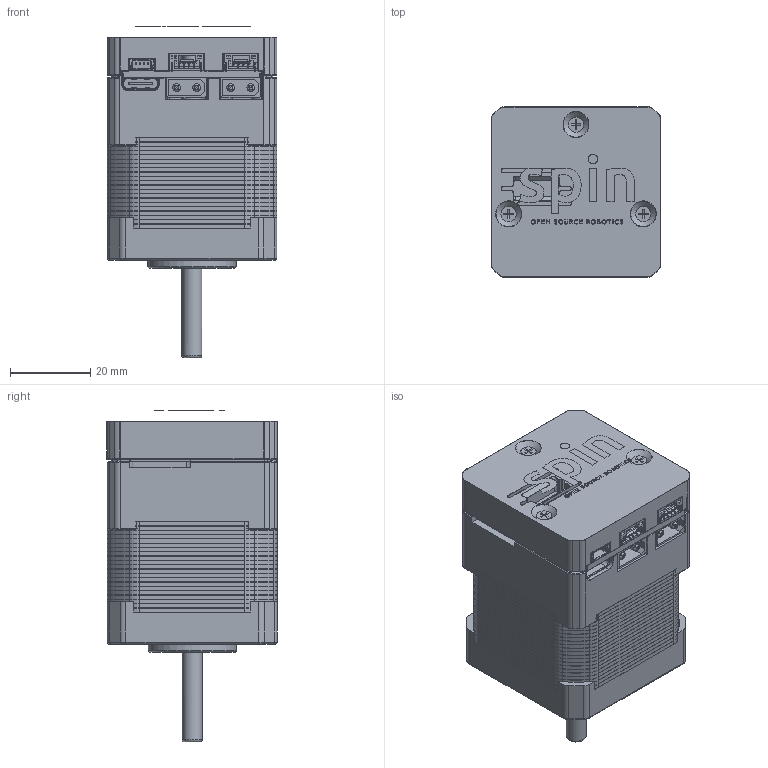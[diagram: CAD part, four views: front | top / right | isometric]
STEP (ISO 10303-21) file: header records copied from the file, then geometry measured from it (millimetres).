
FILE_DESCRIPTION(/* description */ (''),/* implementation_level */ '2;1');
FILE_NAME(/* name */ 'SPIN.step',/* time_stamp */ '2024-08-28T12:12:41-07:00',/* author */ (''),/* organization */ (''),/* preprocessor_version */ 'ST-DEVELOPER v20',/* originating_system */ 'Autodesk Translation Framework v13.14.0.145',/* authorisation */ '');
FILE_SCHEMA (('AUTOMOTIVE_DESIGN { 1 0 10303 214 3 1 1 }'));
Products named in the file (22): Servo V2; NEMA_17_PHB42W40-401 v1; shaft; motor_housing; Jtag-lid; body; PCB; Adafruit DS3502 STEMMA QT; JST SH, 4 Pin v2; Amass_XT30PW-M_pcb solder; HRO_TYPE-C-31-M-12; HRO_TYPE-C-31-M-12_1; ConPins; PcbPins; Mold; Frame; SM04B-GHS-TB; magnet; M2x14; hex_socket_button_head_M3x40; Jtag-lid_1; lid
Assembly tree (29 placements, depth 5):
  Servo V2
    NEMA_17_PHB42W40-401 v1
      shaft
      motor_housing
    Jtag-lid
      lid
      body
    PCB
      Adafruit DS3502 STEMMA QT
        JST SH, 4 Pin v2
      Amass_XT30PW-M_pcb solder  x2
      HRO_TYPE-C-31-M-12
        HRO_TYPE-C-31-M-12_1
          ConPins
          PcbPins
          Mold
          Frame
      SM04B-GHS-TB  x2
    magnet
    M2x14  x3
    hex_socket_button_head_M3x40  x4
    Jtag-lid_1
      lid
Bounding box: 42.34 x 42.41 x 82.56 mm (x, y, z)
Volume: 83121.8 mm3; surface area: 89288.9 mm2
Topology: 64 solids, 88 shells, 3147 faces, 8606 edges, 5649 vertices
Faces by surface type: plane 1875, cylinder 1002, cone 112, bspline 86, torus 40, sphere 32
Full cylindrical faces by diameter (mm): 0.5 x2, 0.9 x8, 1.623 x3, 1.9 x6, 2 x4, 2.4 x6, 2.5 x96, 3 x4, 3.15 x4, 4.1 x2, 5 x2, 6 x4, 16 x1, 16.01 x1, 22 x1, 31 x22, 33 x1
Entity records: 79786 total; most frequent: CARTESIAN_POINT 16649, DIRECTION 12938, ORIENTED_EDGE 12835, EDGE_CURVE 6585, LINE 4372, VECTOR 4372, VERTEX_POINT 4358, AXIS2_PLACEMENT_3D 4283
